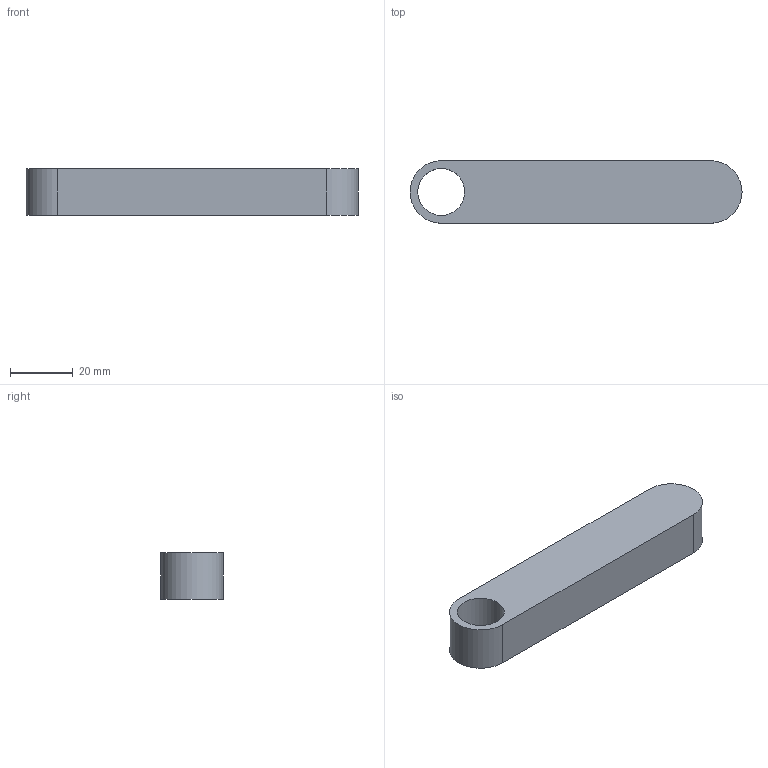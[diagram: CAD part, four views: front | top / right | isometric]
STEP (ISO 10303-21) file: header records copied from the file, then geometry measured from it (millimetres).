
FILE_DESCRIPTION( ( '' ), ' ' );
FILE_NAME( '5e3d66c6af8fbc15f2de4a55.step', '2020-02-07T13:31:51', ( '' ), ( '' ), ' ', ' ', ' ' );
FILE_SCHEMA( ( 'AUTOMOTIVE_DESIGN { 1 0 10303 214 1 1 1 1 }' ) );
Length unit declared in the file: metre
Products named in the file (1): Part 1
Bounding box: 106.2 x 20 x 15 mm (x, y, z)
Volume: 27921.7 mm3; surface area: 7958.2 mm2
Topology: 1 solids, 1 shells, 7 faces, 15 edges, 10 vertices
Faces by surface type: plane 4, cylinder 3
Full cylindrical faces by diameter (mm): 15 x1
Entity records: 266 total; most frequent: DIRECTION 36, CARTESIAN_POINT 32, ORIENTED_EDGE 28, AXIS2_PLACEMENT_3D 14, EDGE_CURVE 14, EDGE_LOOP 10, VERTEX_POINT 10, FACE_OUTER_BOUND 8
